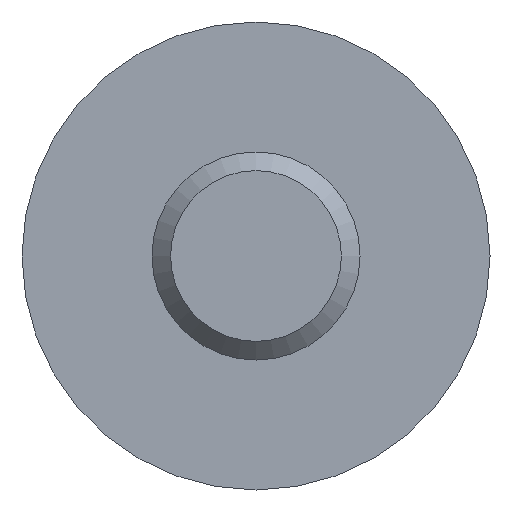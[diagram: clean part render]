
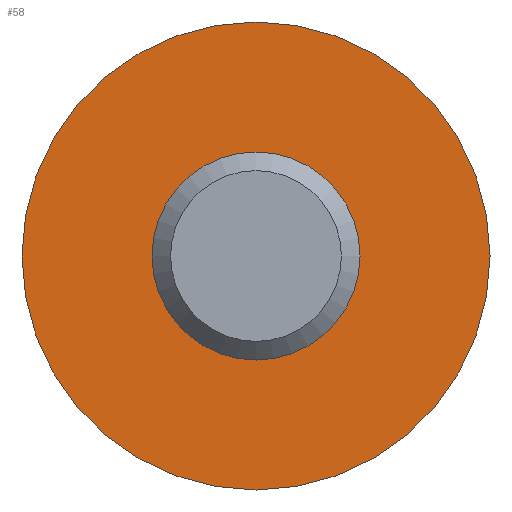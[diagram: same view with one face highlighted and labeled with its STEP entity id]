
A CAD part, front view. The second image highlights one B-rep face of the part: STEP entity #58.
In plain terms, the highlighted planar face has unit normal (0, -1, 0).
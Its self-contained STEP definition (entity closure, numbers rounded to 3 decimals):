
#58 = ADVANCED_FACE( '', ( #120, #121 ), #122, .F. );
#120 = FACE_BOUND( '', #186, .T. );
#121 = FACE_OUTER_BOUND( '', #187, .T. );
#122 = PLANE( '', #188 );
#186 = EDGE_LOOP( '', ( #271 ) );
#187 = EDGE_LOOP( '', ( #272 ) );
#188 = AXIS2_PLACEMENT_3D( '', #273, #274, #275 );
#271 = ORIENTED_EDGE( '', *, *, #347, .F. );
#272 = ORIENTED_EDGE( '', *, *, #348, .T. );
#273 = CARTESIAN_POINT( '', ( 13.5, 0., 0. ) );
#274 = DIRECTION( '', ( 0., 1., 0. ) );
#275 = DIRECTION( '', ( 0., 0., 1. ) );
#347 = EDGE_CURVE( '', #399, #399, #400, .T. );
#348 = EDGE_CURVE( '', #401, #401, #402, .T. );
#399 = VERTEX_POINT( '', #487 );
#400 = CIRCLE( '', #488, 5.7 );
#401 = VERTEX_POINT( '', #489 );
#402 = CIRCLE( '', #490, 13.5 );
#487 = CARTESIAN_POINT( '', ( 0., 0., -5.7 ) );
#488 = AXIS2_PLACEMENT_3D( '', #565, #566, #567 );
#489 = CARTESIAN_POINT( '', ( 0., 0., -13.5 ) );
#490 = AXIS2_PLACEMENT_3D( '', #568, #569, #570 );
#565 = CARTESIAN_POINT( '', ( 0., 0., 0. ) );
#566 = DIRECTION( '', ( 0., -1., 0. ) );
#567 = DIRECTION( '', ( 0., 0., -1. ) );
#568 = CARTESIAN_POINT( '', ( 0., 0., 0. ) );
#569 = DIRECTION( '', ( 0., -1., 0. ) );
#570 = DIRECTION( '', ( 0., 0., -1. ) );
